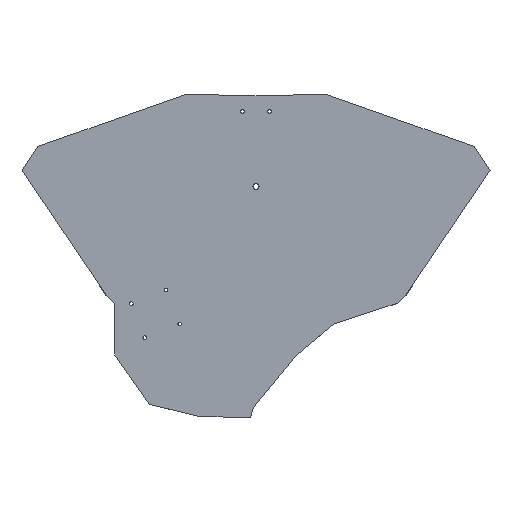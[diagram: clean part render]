
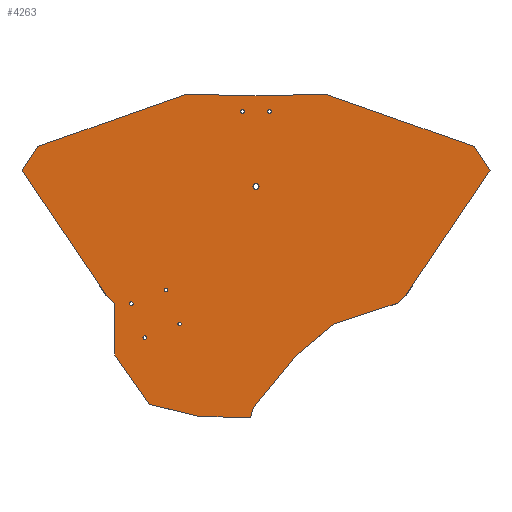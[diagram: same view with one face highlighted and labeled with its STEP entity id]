
A CAD part, top view. The second image highlights one B-rep face of the part: STEP entity #4263.
In plain terms, the highlighted planar face has unit normal (0, 0, 1).
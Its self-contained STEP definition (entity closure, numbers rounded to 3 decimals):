
#43=FACE_BOUND('',#717,.T.);
#44=FACE_BOUND('',#718,.T.);
#45=FACE_BOUND('',#719,.T.);
#46=FACE_BOUND('',#720,.T.);
#47=FACE_BOUND('',#721,.T.);
#48=FACE_BOUND('',#722,.T.);
#49=FACE_BOUND('',#723,.T.);
#244=PLANE('',#4553);
#466=FACE_OUTER_BOUND('',#716,.T.);
#716=EDGE_LOOP('',(#3990,#3991,#3992,#3993,#3994,#3995,#3996,#3997,#3998,
#3999,#4000,#4001,#4002,#4003,#4004,#4005,#4006,#4007));
#717=EDGE_LOOP('',(#4008));
#718=EDGE_LOOP('',(#4009));
#719=EDGE_LOOP('',(#4010));
#720=EDGE_LOOP('',(#4011));
#721=EDGE_LOOP('',(#4012));
#722=EDGE_LOOP('',(#4013));
#723=EDGE_LOOP('',(#4014));
#805=LINE('',#5820,#1342);
#902=LINE('',#6132,#1439);
#905=LINE('',#6137,#1442);
#907=LINE('',#6141,#1444);
#909=LINE('',#6146,#1446);
#912=LINE('',#6151,#1449);
#914=LINE('',#6155,#1451);
#916=LINE('',#6159,#1453);
#918=LINE('',#6162,#1455);
#1233=LINE('',#6792,#1770);
#1236=LINE('',#6798,#1773);
#1239=LINE('',#6804,#1776);
#1242=LINE('',#6810,#1779);
#1243=LINE('',#6812,#1780);
#1247=LINE('',#6819,#1784);
#1250=LINE('',#6825,#1787);
#1253=LINE('',#6831,#1790);
#1255=LINE('',#6834,#1792);
#1342=VECTOR('',#4683,10.);
#1439=VECTOR('',#5010,10.);
#1442=VECTOR('',#5015,10.);
#1444=VECTOR('',#5019,10.);
#1446=VECTOR('',#5023,10.);
#1449=VECTOR('',#5028,10.);
#1451=VECTOR('',#5032,10.);
#1453=VECTOR('',#5036,10.);
#1455=VECTOR('',#5040,10.);
#1770=VECTOR('',#5587,10.);
#1773=VECTOR('',#5592,10.);
#1776=VECTOR('',#5597,10.);
#1779=VECTOR('',#5602,10.);
#1780=VECTOR('',#5605,10.);
#1784=VECTOR('',#5611,10.);
#1787=VECTOR('',#5616,10.);
#1790=VECTOR('',#5621,10.);
#1792=VECTOR('',#5625,10.);
#1798=CIRCLE('',#4279,1.05);
#1800=CIRCLE('',#4282,1.05);
#1828=CIRCLE('',#4351,1.05);
#1831=CIRCLE('',#4358,1.05);
#1834=CIRCLE('',#4364,1.05);
#1837=CIRCLE('',#4370,1.05);
#1851=CIRCLE('',#4552,1.75);
#1852=VERTEX_POINT('',#5647);
#1854=VERTEX_POINT('',#5653);
#1920=VERTEX_POINT('',#5817);
#1921=VERTEX_POINT('',#5819);
#1976=VERTEX_POINT('',#5970);
#1979=VERTEX_POINT('',#5982);
#1982=VERTEX_POINT('',#5993);
#1985=VERTEX_POINT('',#6004);
#2020=VERTEX_POINT('',#6130);
#2021=VERTEX_POINT('',#6131);
#2022=VERTEX_POINT('',#6136);
#2023=VERTEX_POINT('',#6140);
#2024=VERTEX_POINT('',#6144);
#2025=VERTEX_POINT('',#6145);
#2026=VERTEX_POINT('',#6150);
#2027=VERTEX_POINT('',#6154);
#2028=VERTEX_POINT('',#6158);
#2227=VERTEX_POINT('',#6790);
#2229=VERTEX_POINT('',#6796);
#2231=VERTEX_POINT('',#6802);
#2233=VERTEX_POINT('',#6808);
#2235=VERTEX_POINT('',#6817);
#2237=VERTEX_POINT('',#6823);
#2239=VERTEX_POINT('',#6829);
#2241=VERTEX_POINT('',#6845);
#2242=EDGE_CURVE('',#1852,#1852,#1798,.T.);
#2245=EDGE_CURVE('',#1854,#1854,#1800,.T.);
#2328=EDGE_CURVE('',#1921,#1920,#805,.T.);
#2400=EDGE_CURVE('',#1976,#1976,#1828,.T.);
#2405=EDGE_CURVE('',#1979,#1979,#1831,.T.);
#2410=EDGE_CURVE('',#1982,#1982,#1834,.T.);
#2415=EDGE_CURVE('',#1985,#1985,#1837,.T.);
#2473=EDGE_CURVE('',#2020,#2021,#902,.T.);
#2476=EDGE_CURVE('',#2021,#2022,#905,.T.);
#2478=EDGE_CURVE('',#2023,#2022,#907,.T.);
#2480=EDGE_CURVE('',#2024,#2025,#909,.T.);
#2483=EDGE_CURVE('',#2025,#2026,#912,.T.);
#2485=EDGE_CURVE('',#2027,#2026,#914,.T.);
#2487=EDGE_CURVE('',#2028,#2027,#916,.T.);
#2489=EDGE_CURVE('',#2028,#2020,#918,.T.);
#2804=EDGE_CURVE('',#2023,#2227,#1233,.T.);
#2807=EDGE_CURVE('',#2227,#2229,#1236,.T.);
#2810=EDGE_CURVE('',#2229,#2231,#1239,.T.);
#2813=EDGE_CURVE('',#2231,#2233,#1242,.T.);
#2814=EDGE_CURVE('',#2233,#1921,#1243,.T.);
#2818=EDGE_CURVE('',#1920,#2235,#1247,.T.);
#2821=EDGE_CURVE('',#2235,#2237,#1250,.T.);
#2824=EDGE_CURVE('',#2237,#2239,#1253,.T.);
#2826=EDGE_CURVE('',#2239,#2024,#1255,.T.);
#2831=EDGE_CURVE('',#2241,#2241,#1851,.T.);
#3990=ORIENTED_EDGE('',*,*,#2804,.T.);
#3991=ORIENTED_EDGE('',*,*,#2807,.T.);
#3992=ORIENTED_EDGE('',*,*,#2810,.T.);
#3993=ORIENTED_EDGE('',*,*,#2813,.T.);
#3994=ORIENTED_EDGE('',*,*,#2814,.T.);
#3995=ORIENTED_EDGE('',*,*,#2328,.T.);
#3996=ORIENTED_EDGE('',*,*,#2818,.T.);
#3997=ORIENTED_EDGE('',*,*,#2821,.T.);
#3998=ORIENTED_EDGE('',*,*,#2824,.T.);
#3999=ORIENTED_EDGE('',*,*,#2826,.T.);
#4000=ORIENTED_EDGE('',*,*,#2480,.T.);
#4001=ORIENTED_EDGE('',*,*,#2483,.T.);
#4002=ORIENTED_EDGE('',*,*,#2485,.F.);
#4003=ORIENTED_EDGE('',*,*,#2487,.F.);
#4004=ORIENTED_EDGE('',*,*,#2489,.T.);
#4005=ORIENTED_EDGE('',*,*,#2473,.T.);
#4006=ORIENTED_EDGE('',*,*,#2476,.T.);
#4007=ORIENTED_EDGE('',*,*,#2478,.F.);
#4008=ORIENTED_EDGE('',*,*,#2242,.T.);
#4009=ORIENTED_EDGE('',*,*,#2245,.T.);
#4010=ORIENTED_EDGE('',*,*,#2405,.T.);
#4011=ORIENTED_EDGE('',*,*,#2410,.T.);
#4012=ORIENTED_EDGE('',*,*,#2415,.T.);
#4013=ORIENTED_EDGE('',*,*,#2400,.T.);
#4014=ORIENTED_EDGE('',*,*,#2831,.T.);
#4263=ADVANCED_FACE('',(#466,#43,#44,#45,#46,#47,#48,#49),#244,.T.);
#4279=AXIS2_PLACEMENT_3D('',#5648,#4558,#4559);
#4282=AXIS2_PLACEMENT_3D('',#5654,#4565,#4566);
#4351=AXIS2_PLACEMENT_3D('',#5972,#4830,#4831);
#4358=AXIS2_PLACEMENT_3D('',#5984,#4846,#4847);
#4364=AXIS2_PLACEMENT_3D('',#5995,#4860,#4861);
#4370=AXIS2_PLACEMENT_3D('',#6006,#4874,#4875);
#4552=AXIS2_PLACEMENT_3D('',#6846,#5640,#5641);
#4553=AXIS2_PLACEMENT_3D('',#6848,#5643,#5644);
#4558=DIRECTION('center_axis',(0.,0.,-1.));
#4559=DIRECTION('ref_axis',(-1.,0.,0.));
#4565=DIRECTION('center_axis',(0.,0.,-1.));
#4566=DIRECTION('ref_axis',(-1.,0.,0.));
#4683=DIRECTION('',(-1.,0.025,0.));
#4830=DIRECTION('center_axis',(0.,0.,-1.));
#4831=DIRECTION('ref_axis',(1.,0.,0.));
#4846=DIRECTION('center_axis',(0.,0.,-1.));
#4847=DIRECTION('ref_axis',(1.,0.,0.));
#4860=DIRECTION('center_axis',(0.,0.,-1.));
#4861=DIRECTION('ref_axis',(1.,0.,0.));
#4874=DIRECTION('center_axis',(0.,0.,-1.));
#4875=DIRECTION('ref_axis',(1.,0.,0.));
#5010=DIRECTION('',(0.636,0.772,0.));
#5015=DIRECTION('',(0.767,0.642,0.));
#5019=DIRECTION('',(-0.95,-0.312,0.));
#5023=DIRECTION('',(0.,-1.,0.));
#5028=DIRECTION('',(0.574,-0.819,0.));
#5032=DIRECTION('',(-0.972,0.236,0.));
#5036=DIRECTION('',(-1.,0.029,0.));
#5040=DIRECTION('',(0.259,0.966,0.));
#5587=DIRECTION('',(0.732,0.681,0.));
#5592=DIRECTION('',(0.56,0.829,0.));
#5597=DIRECTION('',(-0.549,0.836,0.));
#5602=DIRECTION('',(-0.943,0.333,0.));
#5605=DIRECTION('',(-1.,-0.025,0.));
#5611=DIRECTION('',(-0.943,-0.333,0.));
#5616=DIRECTION('',(-0.549,-0.836,0.));
#5621=DIRECTION('',(0.56,-0.829,0.));
#5625=DIRECTION('',(0.732,-0.681,0.));
#5640=DIRECTION('center_axis',(0.,0.,-1.));
#5641=DIRECTION('ref_axis',(-1.,0.,0.));
#5643=DIRECTION('center_axis',(0.,0.,1.));
#5644=DIRECTION('ref_axis',(1.,0.,0.));
#5647=CARTESIAN_POINT('',(-6.85,95.,3.));
#5648=CARTESIAN_POINT('Origin',(-7.9,95.,3.));
#5653=CARTESIAN_POINT('',(8.95,95.,3.));
#5654=CARTESIAN_POINT('Origin',(7.9,95.,3.));
#5817=CARTESIAN_POINT('',(-40.522,105.,3.));
#5819=CARTESIAN_POINT('',(0.,104.,3.));
#5820=CARTESIAN_POINT('',(0.,104.,3.));
#5970=CARTESIAN_POINT('',(-73.423,-16.64,3.));
#5972=CARTESIAN_POINT('Origin',(-72.373,-16.64,3.));
#5982=CARTESIAN_POINT('',(-53.207,-8.67,3.));
#5984=CARTESIAN_POINT('Origin',(-52.157,-8.67,3.));
#5993=CARTESIAN_POINT('',(-65.641,-36.388,3.));
#5995=CARTESIAN_POINT('Origin',(-64.591,-36.388,3.));
#6004=CARTESIAN_POINT('',(-45.424,-28.421,3.));
#6006=CARTESIAN_POINT('Origin',(-44.374,-28.421,3.));
#6130=CARTESIAN_POINT('',(-1.515,-76.887,3.));
#6131=CARTESIAN_POINT('',(23.385,-46.686,3.));
#6132=CARTESIAN_POINT('',(-1.515,-76.887,3.));
#6136=CARTESIAN_POINT('',(45.05,-28.559,3.));
#6137=CARTESIAN_POINT('',(1.72,-64.813,3.));
#6140=CARTESIAN_POINT('',(81.909,-16.453,3.));
#6141=CARTESIAN_POINT('',(81.909,-16.453,3.));
#6144=CARTESIAN_POINT('',(-81.909,-16.453,3.));
#6145=CARTESIAN_POINT('',(-81.909,-46.453,3.));
#6146=CARTESIAN_POINT('',(-81.909,-16.453,3.));
#6150=CARTESIAN_POINT('',(-61.834,-75.123,3.));
#6151=CARTESIAN_POINT('',(-81.909,-46.453,3.));
#6154=CARTESIAN_POINT('',(-33.292,-82.042,3.));
#6155=CARTESIAN_POINT('',(-33.292,-82.042,3.));
#6158=CARTESIAN_POINT('',(-3.133,-82.924,3.));
#6159=CARTESIAN_POINT('',(-3.133,-82.924,3.));
#6162=CARTESIAN_POINT('',(-4.75,-88.961,3.));
#6790=CARTESIAN_POINT('',(87.138,-11.592,3.));
#6792=CARTESIAN_POINT('',(87.138,-11.592,3.));
#6796=CARTESIAN_POINT('',(135.88,60.539,3.));
#6798=CARTESIAN_POINT('',(135.88,60.539,3.));
#6802=CARTESIAN_POINT('',(126.654,74.602,3.));
#6804=CARTESIAN_POINT('',(126.654,74.602,3.));
#6808=CARTESIAN_POINT('',(40.522,105.,3.));
#6810=CARTESIAN_POINT('',(40.522,105.,3.));
#6812=CARTESIAN_POINT('',(0.,104.,3.));
#6817=CARTESIAN_POINT('',(-126.654,74.602,3.));
#6819=CARTESIAN_POINT('',(-40.522,105.,3.));
#6823=CARTESIAN_POINT('',(-135.88,60.539,3.));
#6825=CARTESIAN_POINT('',(-126.654,74.602,3.));
#6829=CARTESIAN_POINT('',(-87.138,-11.592,3.));
#6831=CARTESIAN_POINT('',(-135.88,60.539,3.));
#6834=CARTESIAN_POINT('',(-87.138,-11.592,3.));
#6845=CARTESIAN_POINT('',(1.75,51.5,3.));
#6846=CARTESIAN_POINT('Origin',(0.,51.5,3.));
#6848=CARTESIAN_POINT('Origin',(0.,43.774,3.));
